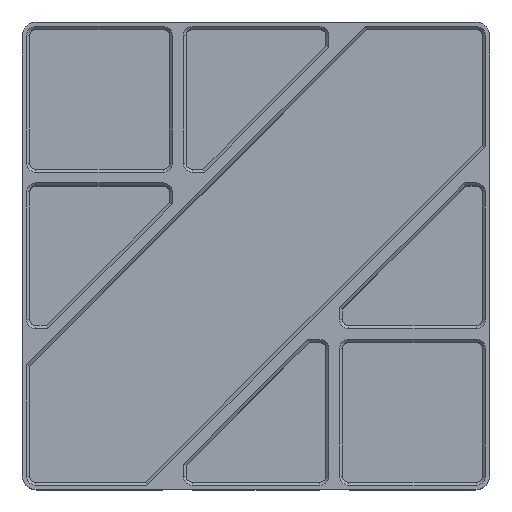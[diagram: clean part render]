
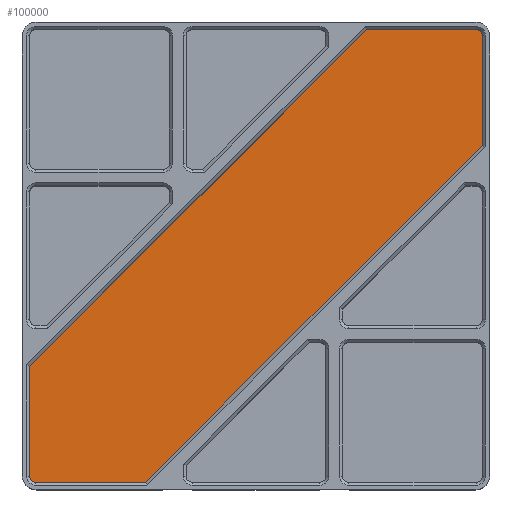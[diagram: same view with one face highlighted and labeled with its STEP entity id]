
A CAD part, top view. The second image highlights one B-rep face of the part: STEP entity #100000.
In plain terms, the highlighted planar face has unit normal (0, 0, 1).
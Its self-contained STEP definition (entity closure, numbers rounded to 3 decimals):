
#20680=CARTESIAN_POINT('',(273.,273.,7.));
#20690=DIRECTION('',(0.,0.,1.));
#20700=DIRECTION('',(1.,0.,0.));
#20710=AXIS2_PLACEMENT_3D('',#20680,#20690,#20700);
#20720=PLANE('',#20710);
#28530=CARTESIAN_POINT('',(291.75,289.,7.));
#28540=DIRECTION('',(0.,-1.,0.));
#28550=VECTOR('',#28540,1.);
#28560=LINE('',#28530,#28550);
#28570=CARTESIAN_POINT('',(291.75,290.15,7.));
#28580=VERTEX_POINT('',#28570);
#28590=CARTESIAN_POINT('',(291.75,260.614,7.));
#28600=VERTEX_POINT('',#28590);
#28610=EDGE_CURVE('',#28580,#28600,#28560,.T.);
#28930=CARTESIAN_POINT('',(257.,291.75,7.));
#28940=DIRECTION('',(1.,0.,0.));
#28950=VECTOR('',#28940,1.);
#28960=LINE('',#28930,#28950);
#28970=CARTESIAN_POINT('',(260.614,291.75,7.));
#28980=VERTEX_POINT('',#28970);
#28990=CARTESIAN_POINT('',(290.15,291.75,7.));
#29000=VERTEX_POINT('',#28990);
#29010=EDGE_CURVE('',#28980,#29000,#28960,.T.);
#31670=CARTESIAN_POINT('',(290.15,290.15,7.));
#31680=DIRECTION('',(0.,0.,-1.));
#31690=DIRECTION('',(-1.,0.,0.));
#31700=AXIS2_PLACEMENT_3D('',#31670,#31680,#31690);
#31710=CIRCLE('',#31700,1.6);
#31720=EDGE_CURVE('',#29000,#28580,#31710,.T.);
#99560=CARTESIAN_POINT('',(205.,170.25,7.));
#99570=DIRECTION('',(-1.,0.,0.));
#99580=VECTOR('',#99570,1.);
#99590=LINE('',#99560,#99580);
#99600=CARTESIAN_POINT('',(201.386,170.25,7.));
#99610=VERTEX_POINT('',#99600);
#99620=CARTESIAN_POINT('',(171.85,170.25,7.));
#99630=VERTEX_POINT('',#99620);
#99640=EDGE_CURVE('',#99610,#99630,#99590,.T.);
#99650=ORIENTED_EDGE('',*,*,#99640,.F.);
#99660=CARTESIAN_POINT('',(171.85,171.85,7.));
#99670=DIRECTION('',(0.,0.,-1.));
#99680=DIRECTION('',(1.,0.,0.));
#99690=AXIS2_PLACEMENT_3D('',#99660,#99670,#99680);
#99700=CIRCLE('',#99690,1.6);
#99710=CARTESIAN_POINT('',(170.25,171.85,7.));
#99720=VERTEX_POINT('',#99710);
#99730=EDGE_CURVE('',#99630,#99720,#99700,.T.);
#99740=ORIENTED_EDGE('',*,*,#99730,.F.);
#99750=CARTESIAN_POINT('',(170.25,173.,7.));
#99760=DIRECTION('',(0.,1.,0.));
#99770=VECTOR('',#99760,1.);
#99780=LINE('',#99750,#99770);
#99790=CARTESIAN_POINT('',(170.25,201.386,7.));
#99800=VERTEX_POINT('',#99790);
#99810=EDGE_CURVE('',#99720,#99800,#99780,.T.);
#99820=ORIENTED_EDGE('',*,*,#99810,.F.);
#99830=CARTESIAN_POINT('',(0.,31.136,7.));
#99840=DIRECTION('',(-0.707,-0.707,0.));
#99850=VECTOR('',#99840,1.);
#99860=LINE('',#99830,#99850);
#99870=EDGE_CURVE('',#28980,#99800,#99860,.T.);
#99880=ORIENTED_EDGE('',*,*,#99870,.T.);
#99890=ORIENTED_EDGE('',*,*,#29010,.F.);
#99900=ORIENTED_EDGE('',*,*,#31720,.F.);
#99910=ORIENTED_EDGE('',*,*,#28610,.F.);
#99920=CARTESIAN_POINT('',(0.,-31.136,7.));
#99930=DIRECTION('',(0.707,0.707,0.));
#99940=VECTOR('',#99930,1.);
#99950=LINE('',#99920,#99940);
#99960=EDGE_CURVE('',#99610,#28600,#99950,.T.);
#99970=ORIENTED_EDGE('',*,*,#99960,.T.);
#99980=EDGE_LOOP('',(#99970,#99910,#99900,#99890,#99880,#99820,#99740,
#99650));
#99990=FACE_OUTER_BOUND('',#99980,.T.);
#100000=ADVANCED_FACE('',(#99990),#20720,.T.);
